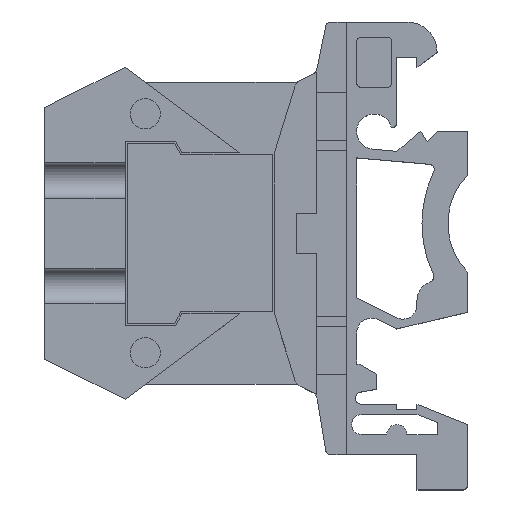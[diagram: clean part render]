
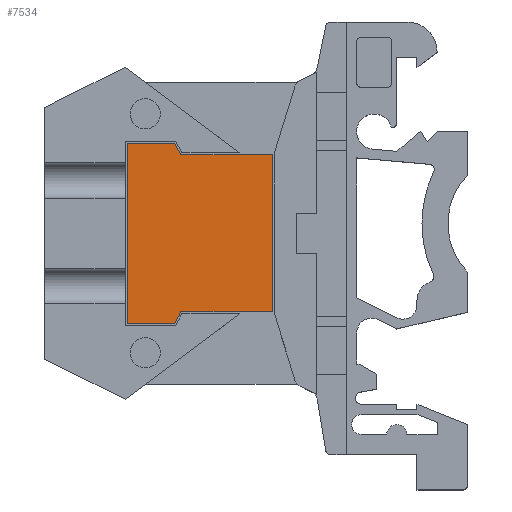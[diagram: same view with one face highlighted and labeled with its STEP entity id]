
A CAD part, top view. The second image highlights one B-rep face of the part: STEP entity #7534.
In plain terms, the highlighted planar face has unit normal (0, 0, 1).
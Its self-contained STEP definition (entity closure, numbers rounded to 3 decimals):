
#90 = EDGE_CURVE ( 'NONE', #2459, #8355, #5144, .T. ) ;
#319 = DIRECTION ( 'NONE',  ( -1., 0., 0. ) ) ;
#331 = LINE ( 'NONE', #1981, #8275 ) ;
#759 = DIRECTION ( 'NONE',  ( 1., 0., 0. ) ) ;
#856 = LINE ( 'NONE', #5067, #8735 ) ;
#986 = EDGE_CURVE ( 'NONE', #8355, #8707, #856, .T. ) ;
#1158 = AXIS2_PLACEMENT_3D ( 'NONE', #2077, #3663, #8865 ) ;
#1693 = LINE ( 'NONE', #7462, #7560 ) ;
#1891 = VECTOR ( 'NONE', #9843, 1000. ) ;
#1981 = CARTESIAN_POINT ( 'NONE',  ( 19.333, -7.8, 6. ) ) ;
#2077 = CARTESIAN_POINT ( 'NONE',  ( 0., -17., 6. ) ) ;
#2096 = EDGE_CURVE ( 'NONE', #9254, #2459, #331, .T. ) ;
#2227 = EDGE_CURVE ( 'NONE', #9481, #7499, #5410, .T. ) ;
#2357 = CARTESIAN_POINT ( 'NONE',  ( 13.522, 7.8, 6. ) ) ;
#2369 = CARTESIAN_POINT ( 'NONE',  ( 12.899, 8.957, 6. ) ) ;
#2459 = VERTEX_POINT ( 'NONE', #9812 ) ;
#2494 = CARTESIAN_POINT ( 'NONE',  ( 19.333, 7.8, 6. ) ) ;
#3146 = DIRECTION ( 'NONE',  ( -0.474, -0.881, 0. ) ) ;
#3216 = CARTESIAN_POINT ( 'NONE',  ( 12.899, -8.957, 6. ) ) ;
#3663 = DIRECTION ( 'NONE',  ( 0., 0., -1. ) ) ;
#3883 = ORIENTED_EDGE ( 'NONE', *, *, #90, .F. ) ;
#4017 = ORIENTED_EDGE ( 'NONE', *, *, #7562, .F. ) ;
#4360 = DIRECTION ( 'NONE',  ( -1., 0., 0. ) ) ;
#4501 = EDGE_LOOP ( 'NONE', ( #4017, #5390, #6163, #5639, #7255, #8937, #3883, #9028 ) ) ;
#4613 = CARTESIAN_POINT ( 'NONE',  ( 12.899, 8.957, 6. ) ) ;
#4631 = VERTEX_POINT ( 'NONE', #6995 ) ;
#5067 = CARTESIAN_POINT ( 'NONE',  ( 8.2, -8.957, 6. ) ) ;
#5144 = LINE ( 'NONE', #3216, #8806 ) ;
#5390 = ORIENTED_EDGE ( 'NONE', *, *, #2227, .F. ) ;
#5393 = CARTESIAN_POINT ( 'NONE',  ( 8.2, -8.067, 6. ) ) ;
#5410 = LINE ( 'NONE', #2494, #7360 ) ;
#5451 = VERTEX_POINT ( 'NONE', #4613 ) ;
#5472 = CARTESIAN_POINT ( 'NONE',  ( 22.633, 7.8, 6. ) ) ;
#5581 = LINE ( 'NONE', #2369, #9190 ) ;
#5603 = CARTESIAN_POINT ( 'NONE',  ( 12.899, -8.957, 6. ) ) ;
#5639 = ORIENTED_EDGE ( 'NONE', *, *, #6527, .F. ) ;
#6149 = EDGE_CURVE ( 'NONE', #8707, #4631, #8095, .T. ) ;
#6163 = ORIENTED_EDGE ( 'NONE', *, *, #6893, .F. ) ;
#6164 = VECTOR ( 'NONE', #9747, 1000. ) ;
#6527 = EDGE_CURVE ( 'NONE', #4631, #5451, #5581, .T. ) ;
#6893 = EDGE_CURVE ( 'NONE', #5451, #9481, #9888, .T. ) ;
#6995 = CARTESIAN_POINT ( 'NONE',  ( 8.2, 8.957, 6. ) ) ;
#7255 = ORIENTED_EDGE ( 'NONE', *, *, #6149, .F. ) ;
#7360 = VECTOR ( 'NONE', #7805, 1000. ) ;
#7462 = CARTESIAN_POINT ( 'NONE',  ( 22.633, -7.8, 6. ) ) ;
#7499 = VERTEX_POINT ( 'NONE', #5472 ) ;
#7534 = ADVANCED_FACE ( 'NONE', ( #9709 ), #8170, .F. ) ;
#7560 = VECTOR ( 'NONE', #8197, 1000. ) ;
#7562 = EDGE_CURVE ( 'NONE', #7499, #9254, #1693, .T. ) ;
#7805 = DIRECTION ( 'NONE',  ( 1., 0., 0. ) ) ;
#8095 = LINE ( 'NONE', #5393, #6164 ) ;
#8170 = PLANE ( 'NONE',  #1158 ) ;
#8197 = DIRECTION ( 'NONE',  ( 0., -1., 0. ) ) ;
#8275 = VECTOR ( 'NONE', #4360, 1000. ) ;
#8355 = VERTEX_POINT ( 'NONE', #5603 ) ;
#8707 = VERTEX_POINT ( 'NONE', #8854 ) ;
#8735 = VECTOR ( 'NONE', #319, 1000. ) ;
#8806 = VECTOR ( 'NONE', #3146, 1000. ) ;
#8854 = CARTESIAN_POINT ( 'NONE',  ( 8.2, -8.957, 6. ) ) ;
#8865 = DIRECTION ( 'NONE',  ( -1., 0., 0. ) ) ;
#8919 = CARTESIAN_POINT ( 'NONE',  ( 22.633, -7.8, 6. ) ) ;
#8937 = ORIENTED_EDGE ( 'NONE', *, *, #986, .F. ) ;
#9028 = ORIENTED_EDGE ( 'NONE', *, *, #2096, .F. ) ;
#9190 = VECTOR ( 'NONE', #759, 1000. ) ;
#9254 = VERTEX_POINT ( 'NONE', #8919 ) ;
#9481 = VERTEX_POINT ( 'NONE', #9895 ) ;
#9709 = FACE_OUTER_BOUND ( 'NONE', #4501, .T. ) ;
#9747 = DIRECTION ( 'NONE',  ( 0., 1., 0. ) ) ;
#9812 = CARTESIAN_POINT ( 'NONE',  ( 13.522, -7.8, 6. ) ) ;
#9843 = DIRECTION ( 'NONE',  ( 0.474, -0.881, 0. ) ) ;
#9888 = LINE ( 'NONE', #2357, #1891 ) ;
#9895 = CARTESIAN_POINT ( 'NONE',  ( 13.522, 7.8, 6. ) ) ;
